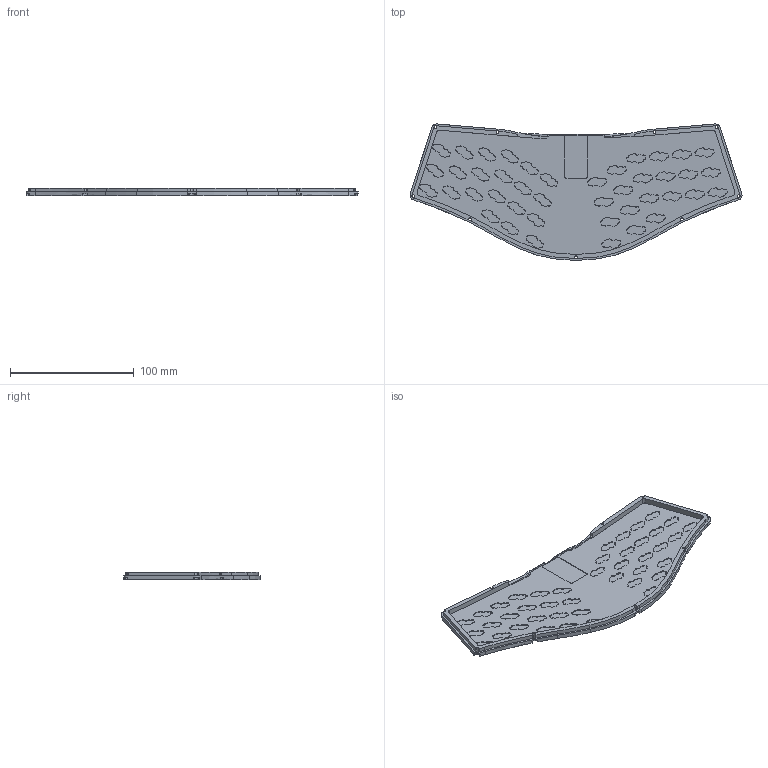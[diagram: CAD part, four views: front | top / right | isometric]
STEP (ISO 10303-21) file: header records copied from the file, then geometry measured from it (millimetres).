
FILE_DESCRIPTION(/* description */ (''),/* implementation_level */ '2;1');
FILE_NAME(/* name */ 'osprey_enclosure_top v2 v1.step',/* time_stamp */ '2024-04-12T00:40:16+06:00',/* author */ (''),/* organization */ (''),/* preprocessor_version */ 'ST-DEVELOPER v20',/* originating_system */ 'Autodesk Translation Framework v12.20.1.177',/* authorisation */ '');
FILE_SCHEMA (('AUTOMOTIVE_DESIGN { 1 0 10303 214 3 1 1 }'));
Length unit declared in the file: millimetre
Products named in the file (2): osprey_enclosure_top v2; osprey_enclosure_bot v1
Assembly tree (1 placements, depth 2):
  osprey_enclosure_top v2
    osprey_enclosure_bot v1
Bounding box: 268.61 x 110.17 x 6.4 mm (x, y, z)
Volume: 49298 mm3; surface area: 50444.1 mm2
Topology: 1 solids, 1 shells, 1544 faces, 4502 edges, 3000 vertices
Faces by surface type: cylinder 788, plane 754, cone 2
Full cylindrical faces by diameter (mm): 2.2 x9, 8.1 x7
Entity records: 51699 total; most frequent: DIRECTION 9182, CARTESIAN_POINT 9115, ORIENTED_EDGE 9004, EDGE_CURVE 4502, AXIS2_PLACEMENT_3D 3143, VERTEX_POINT 3000, LINE 2896, VECTOR 2896
